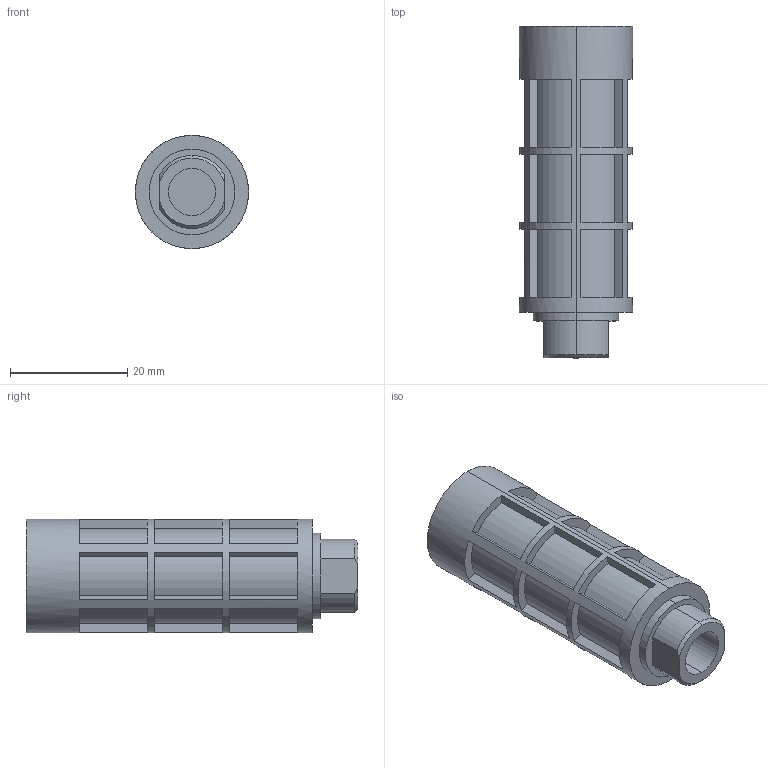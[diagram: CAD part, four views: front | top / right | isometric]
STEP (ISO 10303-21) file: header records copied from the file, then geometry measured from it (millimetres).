
FILE_DESCRIPTION (( 'STEP AP214' ), '1' );
FILE_NAME ('AZ-067502.STEP', '2020-03-31T06:38:40', ( '' ), ( '' ), 'SwSTEP 2.0', 'SolidWorks 2020', '' );
FILE_SCHEMA (( 'AUTOMOTIVE_DESIGN' ));
Length unit declared in the file: millimetre
Products named in the file (1): AZ-067502
Bounding box: 19.3 x 56.55 x 19.3 mm (x, y, z)
Volume: 9922.8 mm3; surface area: 6037.6 mm2
Topology: 1 solids, 1 shells, 109 faces, 257 edges, 171 vertices
Faces by surface type: plane 79, cylinder 27, cone 3
Entity records: 3392 total; most frequent: DIRECTION 566, CARTESIAN_POINT 550, ORIENTED_EDGE 514, EDGE_CURVE 257, AXIS2_PLACEMENT_3D 203, VERTEX_POINT 171, VECTOR 160, LINE 160
